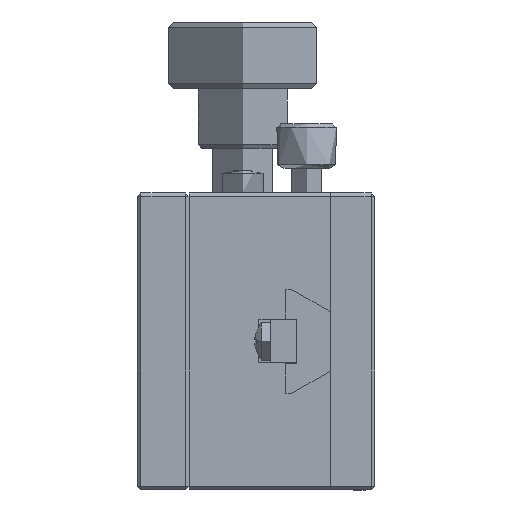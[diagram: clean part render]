
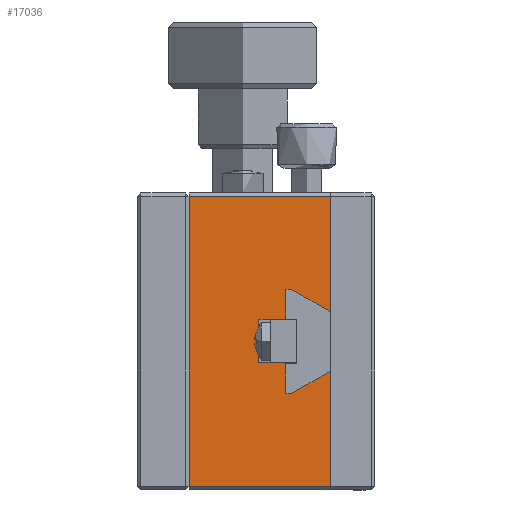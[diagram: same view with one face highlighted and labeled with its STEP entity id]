
A CAD part, left-side view. The second image highlights one B-rep face of the part: STEP entity #17036.
In plain terms, the highlighted planar face has unit normal (1, 0, 0).
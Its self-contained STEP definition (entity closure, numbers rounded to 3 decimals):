
#701 = EDGE_LOOP ( 'NONE', ( #11793, #14737, #1374, #7560 ) ) ;
#848 = CARTESIAN_POINT ( 'NONE',  ( 0.613, 13.552, -14.5 ) ) ;
#1374 = ORIENTED_EDGE ( 'NONE', *, *, #5489, .F. ) ;
#3727 = VERTEX_POINT ( 'NONE', #4336 ) ;
#3860 = CARTESIAN_POINT ( 'NONE',  ( 0.613, 32.552, -14.5 ) ) ;
#4336 = CARTESIAN_POINT ( 'NONE',  ( 0.613, 32.552, 19.5 ) ) ;
#5070 = CARTESIAN_POINT ( 'NONE',  ( 0.613, 13.552, 4.747 ) ) ;
#5200 = CARTESIAN_POINT ( 'NONE',  ( 0.613, 13.552, 19.5 ) ) ;
#5489 = EDGE_CURVE ( 'NONE', #19681, #10083, #9560, .T. ) ;
#6364 = VECTOR ( 'NONE', #11674, 1000. ) ;
#7008 = DIRECTION ( 'NONE',  ( 0., 0., -1. ) ) ;
#7036 = LINE ( 'NONE', #5200, #20553 ) ;
#7560 = ORIENTED_EDGE ( 'NONE', *, *, #14834, .F. ) ;
#7830 = CARTESIAN_POINT ( 'NONE',  ( 0.613, 13.552, -19.5 ) ) ;
#8658 = DIRECTION ( 'NONE',  ( 0., 1., 0. ) ) ;
#9052 = DIRECTION ( 'NONE',  ( -1., 0., 0. ) ) ;
#9560 = LINE ( 'NONE', #7830, #18503 ) ;
#10018 = CARTESIAN_POINT ( 'NONE',  ( 0.613, 13.552, 19.5 ) ) ;
#10083 = VERTEX_POINT ( 'NONE', #10962 ) ;
#10962 = CARTESIAN_POINT ( 'NONE',  ( 0.613, 13.552, -19.5 ) ) ;
#11674 = DIRECTION ( 'NONE',  ( 0., 0., 1. ) ) ;
#11793 = ORIENTED_EDGE ( 'NONE', *, *, #17491, .F. ) ;
#12685 = CARTESIAN_POINT ( 'NONE',  ( 0.613, 32.552, -19.5 ) ) ;
#13023 = DIRECTION ( 'NONE',  ( 0., -1., 0. ) ) ;
#14737 = ORIENTED_EDGE ( 'NONE', *, *, #18745, .F. ) ;
#14816 = LINE ( 'NONE', #5070, #6364 ) ;
#14834 = EDGE_CURVE ( 'NONE', #3727, #19681, #18715, .T. ) ;
#15465 = DIRECTION ( 'NONE',  ( 0., 0., 1. ) ) ;
#16336 = VECTOR ( 'NONE', #7008, 1000. ) ;
#17036 = ADVANCED_FACE ( 'NONE', ( #17617 ), #19151, .F. ) ;
#17491 = EDGE_CURVE ( 'NONE', #20377, #3727, #7036, .T. ) ;
#17617 = FACE_OUTER_BOUND ( 'NONE', #701, .T. ) ;
#18503 = VECTOR ( 'NONE', #13023, 1000. ) ;
#18715 = LINE ( 'NONE', #3860, #16336 ) ;
#18745 = EDGE_CURVE ( 'NONE', #10083, #20377, #14816, .T. ) ;
#19151 = PLANE ( 'NONE',  #20913 ) ;
#19681 = VERTEX_POINT ( 'NONE', #12685 ) ;
#20377 = VERTEX_POINT ( 'NONE', #10018 ) ;
#20553 = VECTOR ( 'NONE', #8658, 1000. ) ;
#20913 = AXIS2_PLACEMENT_3D ( 'NONE', #848, #9052, #15465 ) ;
